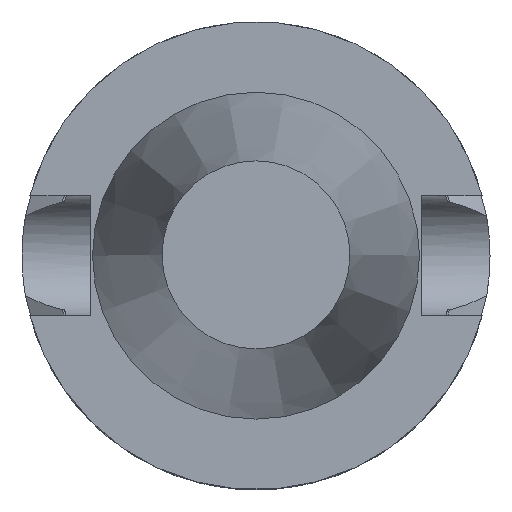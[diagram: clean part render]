
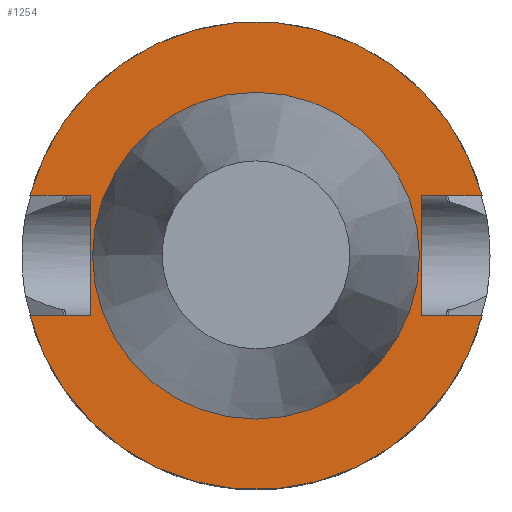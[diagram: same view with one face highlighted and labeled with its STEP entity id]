
A CAD part, top view. The second image highlights one B-rep face of the part: STEP entity #1254.
In plain terms, the highlighted planar face has unit normal (0, 0, 1).
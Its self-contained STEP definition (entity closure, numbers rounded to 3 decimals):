
#105=FACE_BOUND('',#2036,.T.);
#106=FACE_BOUND('',#2037,.T.);
#570=LINE('',#8759,#960);
#571=LINE('',#8762,#961);
#572=LINE('',#8763,#962);
#573=LINE('',#8765,#963);
#574=LINE('',#8767,#964);
#575=LINE('',#8768,#965);
#960=VECTOR('',#7230,1.);
#961=VECTOR('',#7231,1.);
#962=VECTOR('',#7232,1.);
#963=VECTOR('',#7233,1.);
#964=VECTOR('',#7234,1.);
#965=VECTOR('',#7235,1.);
#1254=ADVANCED_FACE('',(#105,#106),#1464,.T.);
#1464=PLANE('',#5661);
#2036=EDGE_LOOP('',(#3411,#3412,#3413,#3414,#3415,#3416,#3417,#3418));
#2037=EDGE_LOOP('',(#3419));
#3411=ORIENTED_EDGE('',*,*,#4683,.T.);
#3412=ORIENTED_EDGE('',*,*,#4684,.T.);
#3413=ORIENTED_EDGE('',*,*,#4676,.F.);
#3414=ORIENTED_EDGE('',*,*,#4685,.F.);
#3415=ORIENTED_EDGE('',*,*,#4686,.F.);
#3416=ORIENTED_EDGE('',*,*,#4687,.T.);
#3417=ORIENTED_EDGE('',*,*,#4669,.T.);
#3418=ORIENTED_EDGE('',*,*,#4688,.T.);
#3419=ORIENTED_EDGE('',*,*,#4661,.F.);
#3946=VERTEX_POINT('',#8671);
#3953=VERTEX_POINT('',#8708);
#3954=VERTEX_POINT('',#8710);
#3959=VERTEX_POINT('',#8723);
#3960=VERTEX_POINT('',#8725);
#3965=VERTEX_POINT('',#8760);
#3966=VERTEX_POINT('',#8761);
#3967=VERTEX_POINT('',#8764);
#3968=VERTEX_POINT('',#8766);
#4661=EDGE_CURVE('',#3946,#3946,#5036,.T.);
#4669=EDGE_CURVE('',#3954,#3953,#5039,.T.);
#4676=EDGE_CURVE('',#3959,#3960,#5042,.T.);
#4683=EDGE_CURVE('',#3965,#3966,#570,.T.);
#4684=EDGE_CURVE('',#3966,#3960,#571,.T.);
#4685=EDGE_CURVE('',#3967,#3959,#572,.T.);
#4686=EDGE_CURVE('',#3968,#3967,#573,.T.);
#4687=EDGE_CURVE('',#3968,#3954,#574,.T.);
#4688=EDGE_CURVE('',#3953,#3965,#575,.T.);
#5036=CIRCLE('',#5647,34.575);
#5039=CIRCLE('',#5652,50.);
#5042=CIRCLE('',#5657,50.);
#5647=AXIS2_PLACEMENT_3D('',#8670,#7196,#7197);
#5652=AXIS2_PLACEMENT_3D('',#8709,#7207,#7208);
#5657=AXIS2_PLACEMENT_3D('',#8724,#7221,#7222);
#5661=AXIS2_PLACEMENT_3D('',#8769,#7236,#7237);
#7196=DIRECTION('',(0.,0.,1.));
#7197=DIRECTION('',(-1.,0.,0.));
#7207=DIRECTION('',(0.,0.,1.));
#7208=DIRECTION('',(1.,0.,0.));
#7221=DIRECTION('',(0.,0.,-1.));
#7222=DIRECTION('',(1.,0.,0.));
#7230=DIRECTION('',(0.,1.,0.));
#7231=DIRECTION('',(1.,0.,0.));
#7232=DIRECTION('',(-1.,0.,0.));
#7233=DIRECTION('',(0.,1.,0.));
#7234=DIRECTION('',(-1.,0.,0.));
#7235=DIRECTION('',(-1.,0.,0.));
#7236=DIRECTION('',(0.,0.,1.));
#7237=DIRECTION('',(-1.,0.,0.));
#8670=CARTESIAN_POINT('',(0.,0.,-3.));
#8671=CARTESIAN_POINT('',(-34.575,0.,-3.));
#8708=CARTESIAN_POINT('',(48.319,-12.855,-3.));
#8709=CARTESIAN_POINT('',(0.,0.,-3.));
#8710=CARTESIAN_POINT('',(-48.321,-12.85,-3.));
#8723=CARTESIAN_POINT('',(-48.321,12.85,-3.));
#8724=CARTESIAN_POINT('',(0.,0.,-3.));
#8725=CARTESIAN_POINT('',(48.319,12.855,-3.));
#8759=CARTESIAN_POINT('',(35.4,0.,-3.));
#8760=CARTESIAN_POINT('',(35.4,-12.855,-3.));
#8761=CARTESIAN_POINT('',(35.4,12.855,-3.));
#8762=CARTESIAN_POINT('',(0.,12.855,-3.));
#8763=CARTESIAN_POINT('',(0.,12.85,-3.));
#8764=CARTESIAN_POINT('',(-35.4,12.85,-3.));
#8765=CARTESIAN_POINT('',(-35.4,0.,-3.));
#8766=CARTESIAN_POINT('',(-35.4,-12.85,-3.));
#8767=CARTESIAN_POINT('',(-49.987,-12.85,-3.));
#8768=CARTESIAN_POINT('',(0.,-12.855,-3.));
#8769=CARTESIAN_POINT('',(0.,0.,-3.));
